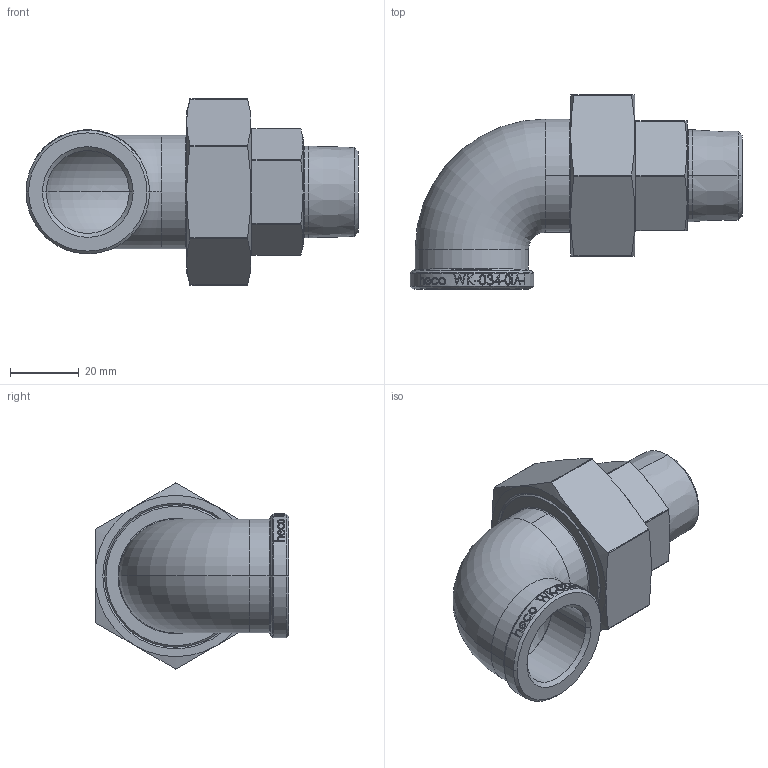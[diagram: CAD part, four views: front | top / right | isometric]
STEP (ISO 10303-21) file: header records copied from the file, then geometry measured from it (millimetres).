
FILE_DESCRIPTION (( 'STEP AP214' ), '1' );
FILE_NAME ('WK-034-0IA-I 1709.STEP', '2017-09-28T08:21:46', ( '' ), ( '' ), 'SwSTEP 2.0', 'SolidWorks 2016', '' );
FILE_SCHEMA (( 'AUTOMOTIVE_DESIGN' ));
Length unit declared in the file: millimetre
Products named in the file (1): WK-034-0IA-I 1709
Bounding box: 96.7 x 56.5 x 54.18 mm (x, y, z)
Volume: 52229.2 mm3; surface area: 23351.9 mm2
Topology: 1 solids, 1 shells, 313 faces, 776 edges, 497 vertices
Faces by surface type: bspline 90, plane 86, cylinder 77, cone 34, torus 26
Entity records: 22553 total; most frequent: CARTESIAN_POINT 12682, ORIENTED_EDGE 1552, DIRECTION 1091, EDGE_CURVE 776, VERTEX_POINT 497, AXIS2_PLACEMENT_3D 457, EDGE_LOOP 347, B_SPLINE_CURVE_WITH_KNOTS 330
